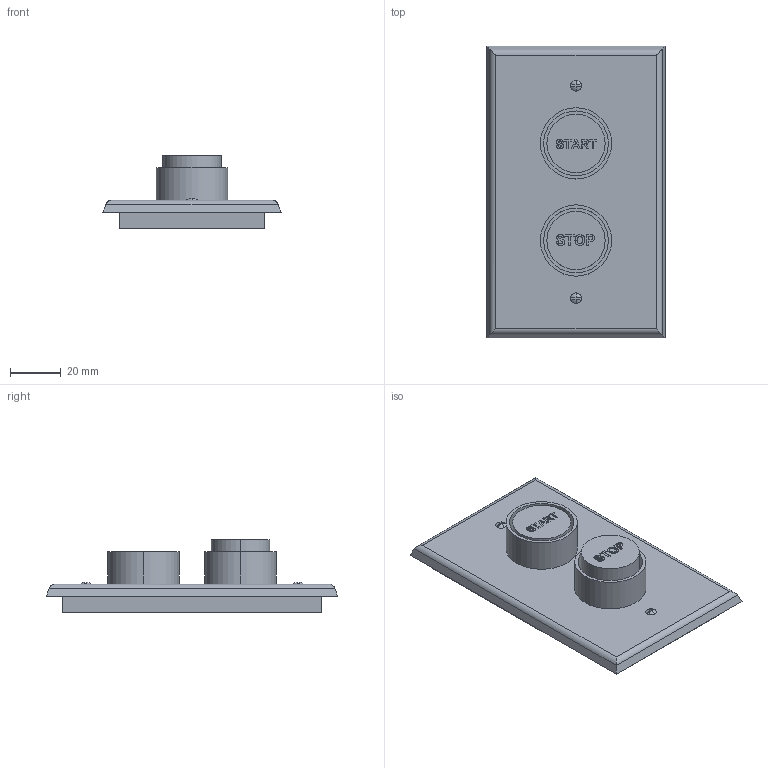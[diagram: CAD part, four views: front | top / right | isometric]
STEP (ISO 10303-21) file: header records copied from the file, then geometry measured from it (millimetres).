
FILE_DESCRIPTION (( 'STEP AP214' ), '1' );
FILE_NAME ('SW3dPS-Start Stop Switch Plate.STEP', '2009-07-30T16:29:06', ( 'SysAdmin' ), ( 'SolidWorks' ), 'SwSTEP 2.0', 'SolidWorks 2009', '' );
FILE_SCHEMA (( 'AUTOMOTIVE_DESIGN' ));
Length unit declared in the file: inch
Products named in the file (1): SW3dPS-Start Stop Switch Plate
Bounding box: 69.85 x 114.3 x 28.6 mm (x, y, z)
Volume: 56458.9 mm3; surface area: 27371 mm2
Topology: 1 solids, 1 shells, 173 faces, 440 edges, 292 vertices
Faces by surface type: plane 99, bspline 54, cylinder 16, sphere 4
Entity records: 10112 total; most frequent: CARTESIAN_POINT 4220, ORIENTED_EDGE 880, DIRECTION 612, EDGE_CURVE 440, VERTEX_POINT 292, VECTOR 284, LINE 284, EDGE_LOOP 196
